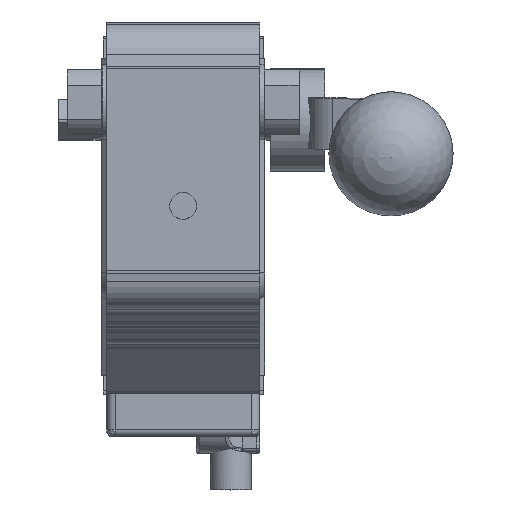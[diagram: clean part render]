
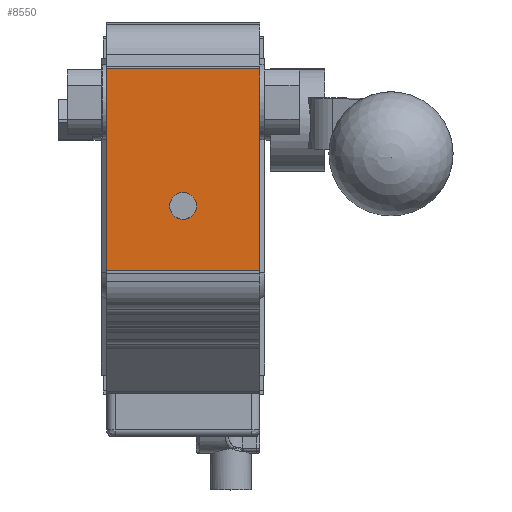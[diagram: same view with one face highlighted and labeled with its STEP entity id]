
A CAD part, top view. The second image highlights one B-rep face of the part: STEP entity #8550.
In plain terms, the highlighted planar face has unit normal (0, 0, 1).
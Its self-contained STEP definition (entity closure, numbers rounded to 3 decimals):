
#169=FACE_BOUND('',#1589,.T.);
#653=CIRCLE('',#9353,3.95);
#1101=FACE_OUTER_BOUND('',#1588,.T.);
#1588=EDGE_LOOP('',(#7091,#7092,#7093,#7094));
#1589=EDGE_LOOP('',(#7095));
#2265=LINE('',#14126,#3011);
#2285=LINE('',#14191,#3031);
#2286=LINE('',#14195,#3032);
#2287=LINE('',#14196,#3033);
#3011=VECTOR('',#11429,10.);
#3031=VECTOR('',#11489,10.);
#3032=VECTOR('',#11494,10.);
#3033=VECTOR('',#11495,10.);
#3812=VERTEX_POINT('',#13818);
#3912=VERTEX_POINT('',#14123);
#3913=VERTEX_POINT('',#14125);
#3938=VERTEX_POINT('',#14190);
#3939=VERTEX_POINT('',#14194);
#4870=EDGE_CURVE('',#3812,#3812,#653,.T.);
#5020=EDGE_CURVE('',#3913,#3912,#2265,.T.);
#5052=EDGE_CURVE('',#3913,#3938,#2285,.T.);
#5054=EDGE_CURVE('',#3912,#3939,#2286,.T.);
#5055=EDGE_CURVE('',#3939,#3938,#2287,.T.);
#7091=ORIENTED_EDGE('',*,*,#5020,.T.);
#7092=ORIENTED_EDGE('',*,*,#5054,.T.);
#7093=ORIENTED_EDGE('',*,*,#5055,.T.);
#7094=ORIENTED_EDGE('',*,*,#5052,.F.);
#7095=ORIENTED_EDGE('',*,*,#4870,.T.);
#8197=PLANE('',#9466);
#8550=ADVANCED_FACE('',(#1101,#169),#8197,.T.);
#9353=AXIS2_PLACEMENT_3D('',#13820,#11141,#11142);
#9466=AXIS2_PLACEMENT_3D('',#14193,#11492,#11493);
#11141=DIRECTION('center_axis',(0.,0.,-1.));
#11142=DIRECTION('ref_axis',(-1.,0.,0.));
#11429=DIRECTION('',(0.,1.,0.));
#11489=DIRECTION('',(-1.,0.,0.));
#11492=DIRECTION('center_axis',(0.,0.,1.));
#11493=DIRECTION('ref_axis',(0.,-1.,0.));
#11494=DIRECTION('',(-1.,0.,0.));
#11495=DIRECTION('',(0.,-1.,0.));
#13818=CARTESIAN_POINT('',(3.95,-30.5,51.5));
#13820=CARTESIAN_POINT('Origin',(0.,-30.5,51.5));
#14123=CARTESIAN_POINT('',(22.5,9.689,51.5));
#14125=CARTESIAN_POINT('',(22.5,-49.563,51.5));
#14126=CARTESIAN_POINT('',(22.5,4.845,51.5));
#14190=CARTESIAN_POINT('',(-22.5,-49.563,51.5));
#14191=CARTESIAN_POINT('',(0.,-49.563,51.5));
#14193=CARTESIAN_POINT('Origin',(0.,9.689,51.5));
#14194=CARTESIAN_POINT('',(-22.5,9.689,51.5));
#14195=CARTESIAN_POINT('',(0.,9.689,51.5));
#14196=CARTESIAN_POINT('',(-22.5,4.845,51.5));
